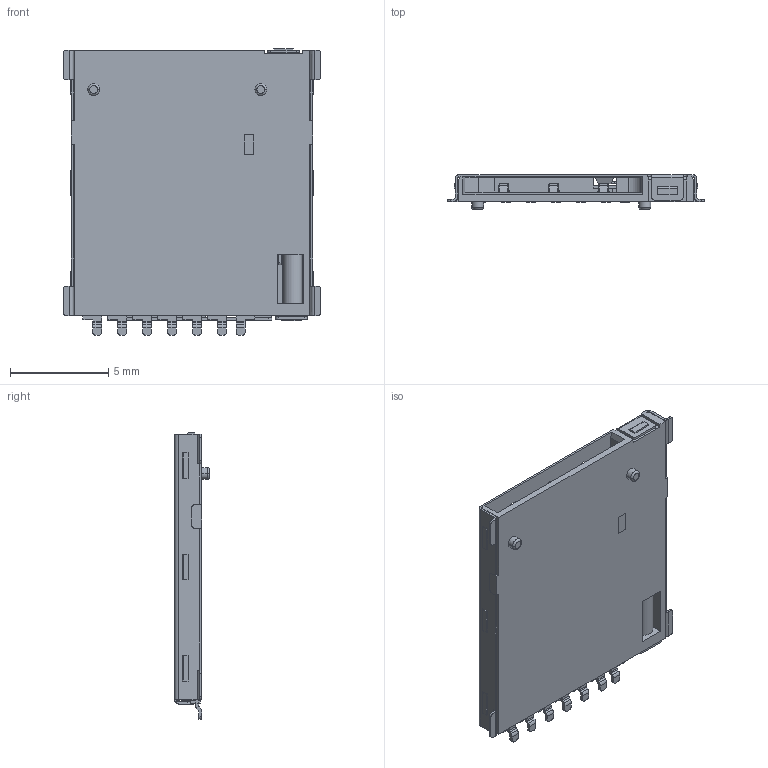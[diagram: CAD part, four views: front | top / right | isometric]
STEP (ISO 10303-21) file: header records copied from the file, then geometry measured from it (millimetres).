
FILE_DESCRIPTION((''),'2;1');
FILE_NAME('C-2336582-1','2019-11-05T08:18:38',('workeradm'),('TE Connectivity Ltd.'),'CREO PARAMETRIC BY PTC INC, 2019030','CREO PARAMETRIC BY PTC INC, 2019030','');
FILE_SCHEMA(('AUTOMOTIVE_DESIGN { 1 0 10303 214 1 1 1 1 }'));
Length unit declared in the file: millimetre
Products named in the file (1): C-2336582-1
Bounding box: 13.09 x 1.77 x 14.58 mm (x, y, z)
Volume: 132.2 mm3; surface area: 780.1 mm2
Topology: 1 solids, 1 shells, 511 faces, 1464 edges, 961 vertices
Faces by surface type: plane 361, cylinder 146, torus 4
Entity records: 17058 total; most frequent: CARTESIAN_POINT 3185, ORIENTED_EDGE 2928, DIRECTION 2664, EDGE_CURVE 1464, VECTOR 1136, LINE 1136, VERTEX_POINT 961, AXIS2_PLACEMENT_3D 764
